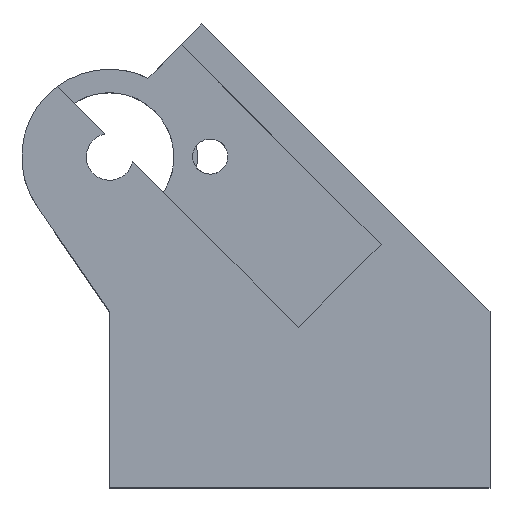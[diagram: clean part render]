
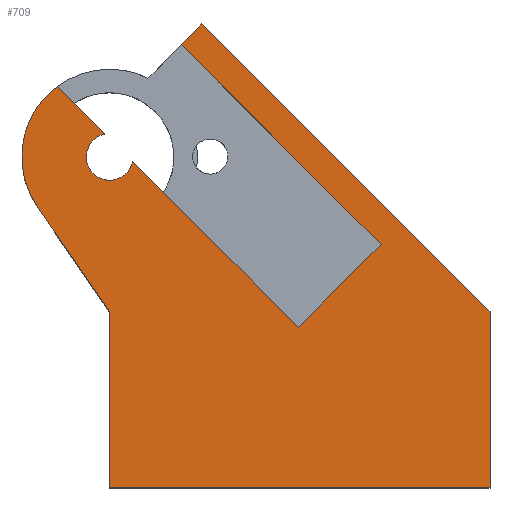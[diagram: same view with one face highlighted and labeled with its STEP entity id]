
A CAD part, top view. The second image highlights one B-rep face of the part: STEP entity #709.
In plain terms, the highlighted planar face has unit normal (0, 0, 1).
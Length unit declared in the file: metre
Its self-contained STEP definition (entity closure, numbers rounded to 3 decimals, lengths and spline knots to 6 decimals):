
#25=LINE('',#1027,#103);
#47=LINE('',#1096,#125);
#56=LINE('',#1111,#134);
#59=LINE('',#1119,#137);
#64=LINE('',#1129,#142);
#68=LINE('',#1149,#146);
#69=LINE('',#1152,#147);
#70=LINE('',#1153,#148);
#71=LINE('',#1154,#149);
#72=LINE('',#1155,#150);
#103=VECTOR('',#822,1.);
#125=VECTOR('',#876,1.);
#134=VECTOR('',#887,1.);
#137=VECTOR('',#894,1.);
#142=VECTOR('',#901,1.);
#146=VECTOR('',#921,1.);
#147=VECTOR('',#922,1.);
#148=VECTOR('',#923,1.);
#149=VECTOR('',#924,1.);
#150=VECTOR('',#925,1.);
#253=ORIENTED_EDGE('',*,*,#448,.F.);
#254=ORIENTED_EDGE('',*,*,#449,.T.);
#255=ORIENTED_EDGE('',*,*,#417,.F.);
#256=ORIENTED_EDGE('',*,*,#450,.T.);
#257=ORIENTED_EDGE('',*,*,#442,.T.);
#258=ORIENTED_EDGE('',*,*,#451,.F.);
#259=ORIENTED_EDGE('',*,*,#420,.F.);
#260=ORIENTED_EDGE('',*,*,#387,.F.);
#261=ORIENTED_EDGE('',*,*,#429,.F.);
#262=ORIENTED_EDGE('',*,*,#433,.F.);
#263=ORIENTED_EDGE('',*,*,#438,.F.);
#264=ORIENTED_EDGE('',*,*,#452,.T.);
#387=EDGE_CURVE('',#489,#490,#25,.T.);
#417=EDGE_CURVE('',#519,#516,#563,.T.);
#420=EDGE_CURVE('',#490,#521,#47,.T.);
#429=EDGE_CURVE('',#525,#489,#56,.T.);
#433=EDGE_CURVE('',#528,#525,#59,.T.);
#438=EDGE_CURVE('',#532,#528,#64,.T.);
#442=EDGE_CURVE('',#537,#536,#566,.T.);
#448=EDGE_CURVE('',#541,#542,#68,.T.);
#449=EDGE_CURVE('',#541,#516,#69,.T.);
#450=EDGE_CURVE('',#519,#537,#70,.T.);
#451=EDGE_CURVE('',#521,#536,#71,.T.);
#452=EDGE_CURVE('',#532,#542,#72,.T.);
#489=VERTEX_POINT('',#1026);
#490=VERTEX_POINT('',#1028);
#516=VERTEX_POINT('',#1085);
#519=VERTEX_POINT('',#1090);
#521=VERTEX_POINT('',#1097);
#525=VERTEX_POINT('',#1110);
#528=VERTEX_POINT('',#1118);
#532=VERTEX_POINT('',#1128);
#536=VERTEX_POINT('',#1137);
#537=VERTEX_POINT('',#1139);
#541=VERTEX_POINT('',#1150);
#542=VERTEX_POINT('',#1151);
#563=CIRCLE('',#766,0.004);
#566=CIRCLE('',#774,0.015);
#591=EDGE_LOOP('',(#253,#254,#255,#256,#257,#258,#259,#260,#261,#262,#263,
#264));
#639=FACE_BOUND('',#591,.T.);
#678=PLANE('',#779);
#709=ADVANCED_FACE('',(#639),#678,.T.);
#766=AXIS2_PLACEMENT_3D('',#1091,#870,#871);
#774=AXIS2_PLACEMENT_3D('',#1138,#908,#909);
#779=AXIS2_PLACEMENT_3D('',#1148,#919,#920);
#822=DIRECTION('',(-1.,0.,0.));
#870=DIRECTION('',(0.,0.,1.));
#871=DIRECTION('',(1.,0.,0.));
#876=DIRECTION('',(0.,1.,0.));
#887=DIRECTION('',(0.,-1.,0.));
#894=DIRECTION('',(0.707,-0.707,0.));
#901=DIRECTION('',(0.707,0.707,0.));
#908=DIRECTION('',(0.,0.,1.));
#909=DIRECTION('',(1.,0.,0.));
#919=DIRECTION('',(0.,0.,1.));
#920=DIRECTION('',(1.,0.,0.));
#921=DIRECTION('',(0.707,0.707,0.));
#922=DIRECTION('',(-0.707,0.707,0.));
#923=DIRECTION('',(-0.707,0.707,0.));
#924=DIRECTION('',(-0.566,0.824,0.));
#925=DIRECTION('',(0.707,-0.707,0.));
#1026=CARTESIAN_POINT('',(0.0325,-0.015,0.024));
#1027=CARTESIAN_POINT('',(0.,-0.015,0.024));
#1028=CARTESIAN_POINT('',(-0.0325,-0.015,0.024));
#1085=CARTESIAN_POINT('',(-0.028577,0.040721,0.024));
#1090=CARTESIAN_POINT('',(-0.033279,0.045423,0.024));
#1091=CARTESIAN_POINT('',(-0.0325,0.0415,0.024));
#1096=CARTESIAN_POINT('',(-0.0325,0.,0.024));
#1097=CARTESIAN_POINT('',(-0.0325,0.015,0.024));
#1110=CARTESIAN_POINT('',(0.0325,0.015,0.024));
#1111=CARTESIAN_POINT('',(0.0325,0.,0.024));
#1118=CARTESIAN_POINT('',(-0.016712,0.064212,0.024));
#1119=CARTESIAN_POINT('',(0.01836,0.02914,0.024));
#1128=CARTESIAN_POINT('',(-0.020247,0.060676,0.024));
#1129=CARTESIAN_POINT('',(-0.021324,0.0596,0.024));
#1137=CARTESIAN_POINT('',(-0.044866,0.033009,0.024));
#1138=CARTESIAN_POINT('',(-0.0325,0.0415,0.024));
#1139=CARTESIAN_POINT('',(-0.041417,0.053562,0.024));
#1148=CARTESIAN_POINT('',(0.,0.024606,0.024));
#1149=CARTESIAN_POINT('',(0.006819,0.019468,0.024));
#1150=CARTESIAN_POINT('',(-0.000252,0.012396,0.024));
#1151=CARTESIAN_POINT('',(0.01389,0.026539,0.024));
#1152=CARTESIAN_POINT('',(-0.042201,0.054346,0.024));
#1153=CARTESIAN_POINT('',(-0.042201,0.054346,0.024));
#1154=CARTESIAN_POINT('',(-0.038683,0.024005,0.024));
#1155=CARTESIAN_POINT('',(-0.003179,0.043607,0.024));
